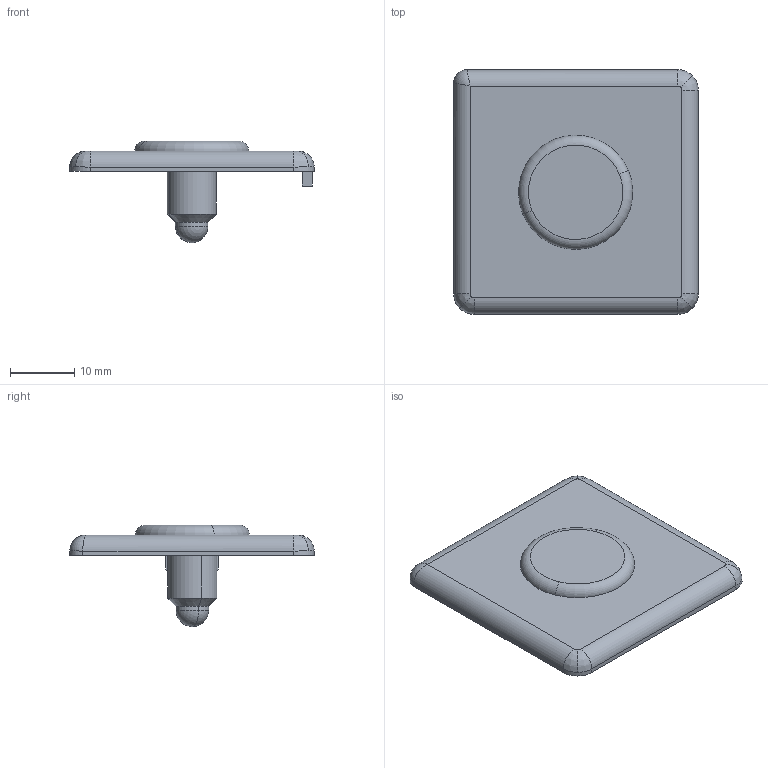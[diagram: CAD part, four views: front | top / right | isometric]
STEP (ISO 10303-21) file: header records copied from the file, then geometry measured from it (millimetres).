
FILE_DESCRIPTION (( 'STEP AP203' ), '1' );
FILE_NAME ('655025.SLDASM.step', '2003-10-13T11:33:43', ( 'Jerry Winters' ), ( 'GoEngineer' ), 'SwSTEP 2.0', 'SolidWorks 2003174', '' );
FILE_SCHEMA (( 'CONFIG_CONTROL_DESIGN' ));
Length unit declared in the file: inch
Products named in the file (3): TSLOT ENDCAPS_1515_655025; 655025.SLDASM; 651090
Assembly tree (2 placements, depth 2):
  655025.SLDASM
    TSLOT ENDCAPS_1515_655025
    651090
Bounding box: 38.1 x 38.1 x 15.81 mm (x, y, z)
Volume: 5012.7 mm3; surface area: 4056.9 mm2
Topology: 2 solids, 2 shells, 43 faces, 99 edges, 60 vertices
Faces by surface type: cylinder 14, plane 14, bspline 7, cone 4, sphere 2, torus 2
Entity records: 4182 total; most frequent: CARTESIAN_POINT 2972, DIRECTION 192, ORIENTED_EDGE 188, EDGE_CURVE 94, AXIS2_PLACEMENT_3D 75, VERTEX_POINT 58, EDGE_LOOP 48, ADVANCED_FACE 43
